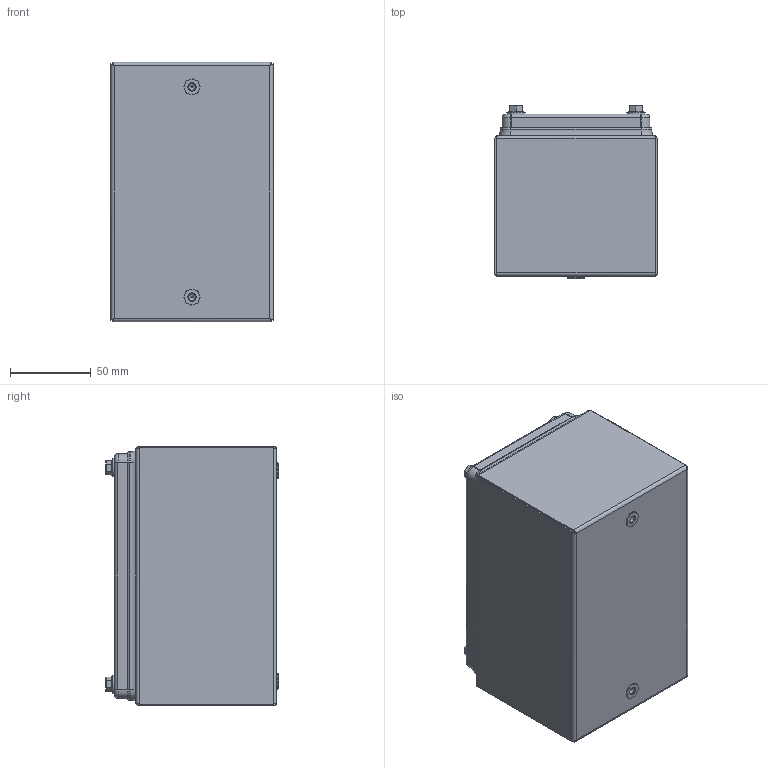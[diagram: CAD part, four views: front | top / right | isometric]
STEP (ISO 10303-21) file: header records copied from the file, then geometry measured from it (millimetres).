
FILE_DESCRIPTION (( 'STEP AP214' ), '1' );
FILE_NAME ('PH1016100000001.STEP', '2020-09-14T14:18:32', ( '' ), ( '' ), 'SwSTEP 2.0', 'SolidWorks 2016', '' );
FILE_SCHEMA (( 'AUTOMOTIVE_DESIGN' ));
Length unit declared in the file: millimetre
Products named in the file (19): UNI EN 24032 M5x0.8_Fe; 16010905025; ADHPI1016000001; MTH101610000001; 40007051; ADHP10160000001_Catalogo; PH1016100000001; 99M000333; 4009050; 16310305; 99M000332; dado_inox_basso_M8_standard; 1642005; 1612005_Fe; 1642008; 40000070; MASSA AP-APD M5; massa_M5_ap_standard; rosetta_5_4
Assembly tree (33 placements, depth 3):
  PH1016100000001
    ADHP10160000001_Catalogo
    40007051
    MTH101610000001
    ADHPI1016000001
    16010905025  x4
    MASSA AP-APD M5
      UNI EN 24032 M5x0.8_Fe  x2
      rosetta_5_4  x2
      massa_M5_ap_standard
    99M000332
      40000070
      1642008
      1612005_Fe  x2
      1642005  x3
      dado_inox_basso_M8_standard
    99M000333
      4009050
      1642008
      1642005
      1612005_Fe
      dado_inox_basso_M8_standard
    16310305  x4
Bounding box: 100.5 x 106.5 x 160.5 mm (x, y, z)
Volume: 168578.3 mm3; surface area: 227552.9 mm2
Topology: 30 solids, 30 shells, 1253 faces, 2872 edges, 1686 vertices
Faces by surface type: plane 491, cylinder 342, torus 184, cone 148, bspline 64, sphere 24
Entity records: 25138 total; most frequent: CARTESIAN_POINT 5835, DIRECTION 3948, ORIENTED_EDGE 3744, EDGE_CURVE 1872, AXIS2_PLACEMENT_3D 1445, VERTEX_POINT 1136, VECTOR 1058, LINE 1058
